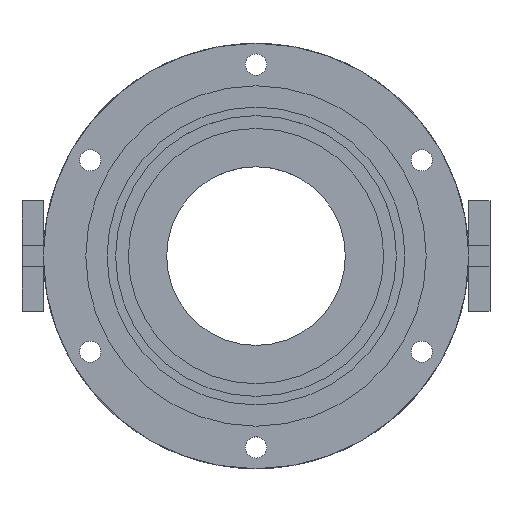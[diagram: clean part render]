
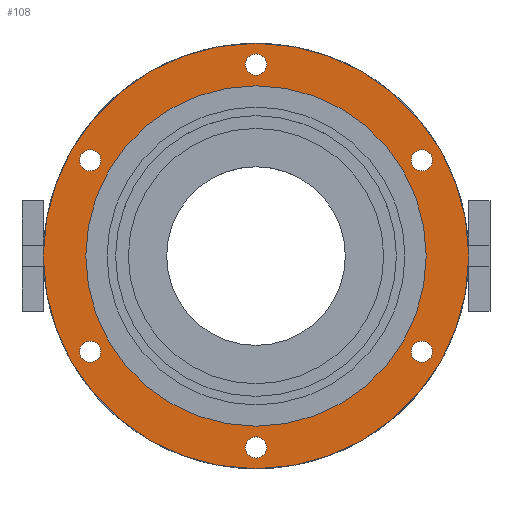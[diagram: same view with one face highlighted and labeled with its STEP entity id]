
A CAD part, top view. The second image highlights one B-rep face of the part: STEP entity #108.
In plain terms, the highlighted planar face has unit normal (0, 0, 1).
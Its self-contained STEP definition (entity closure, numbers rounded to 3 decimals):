
#64=FACE_BOUND('',#269,.F.);
#65=FACE_BOUND('',#270,.F.);
#66=FACE_BOUND('',#271,.F.);
#67=FACE_BOUND('',#272,.F.);
#68=FACE_BOUND('',#273,.F.);
#69=FACE_BOUND('',#274,.F.);
#70=FACE_BOUND('',#275,.F.);
#108=ADVANCED_FACE('',(#64,#65,#66,#67,#68,#69,#70,#181),#732,.T.);
#181=FACE_OUTER_BOUND('',#276,.F.);
#269=EDGE_LOOP('',(#480,#481));
#270=EDGE_LOOP('',(#482,#483));
#271=EDGE_LOOP('',(#484,#485));
#272=EDGE_LOOP('',(#486,#487));
#273=EDGE_LOOP('',(#488,#489));
#274=EDGE_LOOP('',(#490,#491));
#275=EDGE_LOOP('',(#492,#493));
#276=EDGE_LOOP('',(#494,#495));
#480=ORIENTED_EDGE('',*,*,#1069,.T.);
#481=ORIENTED_EDGE('',*,*,#1067,.T.);
#482=ORIENTED_EDGE('',*,*,#1078,.T.);
#483=ORIENTED_EDGE('',*,*,#1076,.T.);
#484=ORIENTED_EDGE('',*,*,#1086,.T.);
#485=ORIENTED_EDGE('',*,*,#1084,.T.);
#486=ORIENTED_EDGE('',*,*,#1104,.T.);
#487=ORIENTED_EDGE('',*,*,#1103,.T.);
#488=ORIENTED_EDGE('',*,*,#1082,.T.);
#489=ORIENTED_EDGE('',*,*,#1080,.T.);
#490=ORIENTED_EDGE('',*,*,#1073,.T.);
#491=ORIENTED_EDGE('',*,*,#1071,.T.);
#492=ORIENTED_EDGE('',*,*,#1065,.T.);
#493=ORIENTED_EDGE('',*,*,#1063,.T.);
#494=ORIENTED_EDGE('',*,*,#1106,.F.);
#495=ORIENTED_EDGE('',*,*,#1105,.F.);
#732=PLANE('',#1502);
#1063=EDGE_CURVE('',#1288,#1287,#1195,.T.);
#1065=EDGE_CURVE('',#1287,#1288,#1197,.T.);
#1067=EDGE_CURVE('',#1284,#1283,#1199,.T.);
#1069=EDGE_CURVE('',#1283,#1284,#1201,.T.);
#1071=EDGE_CURVE('',#1280,#1279,#1203,.T.);
#1073=EDGE_CURVE('',#1279,#1280,#1205,.T.);
#1076=EDGE_CURVE('',#1274,#1273,#1208,.T.);
#1078=EDGE_CURVE('',#1273,#1274,#1210,.T.);
#1080=EDGE_CURVE('',#1270,#1269,#1212,.T.);
#1082=EDGE_CURVE('',#1269,#1270,#1214,.T.);
#1084=EDGE_CURVE('',#1266,#1265,#1216,.T.);
#1086=EDGE_CURVE('',#1265,#1266,#1218,.T.);
#1103=EDGE_CURVE('',#1262,#1261,#1231,.T.);
#1104=EDGE_CURVE('',#1261,#1262,#1232,.T.);
#1105=EDGE_CURVE('',#1260,#1259,#1233,.T.);
#1106=EDGE_CURVE('',#1259,#1260,#1234,.T.);
#1195=CIRCLE('',#1424,2.5);
#1197=CIRCLE('',#1426,2.5);
#1199=CIRCLE('',#1428,2.5);
#1201=CIRCLE('',#1430,2.5);
#1203=CIRCLE('',#1432,2.5);
#1205=CIRCLE('',#1434,2.5);
#1208=CIRCLE('',#1437,2.5);
#1210=CIRCLE('',#1439,2.5);
#1212=CIRCLE('',#1441,2.5);
#1214=CIRCLE('',#1443,2.5);
#1216=CIRCLE('',#1445,2.5);
#1218=CIRCLE('',#1447,2.5);
#1231=CIRCLE('',#1460,40.);
#1232=CIRCLE('',#1461,40.);
#1233=CIRCLE('',#1462,50.);
#1234=CIRCLE('',#1463,50.);
#1259=VERTEX_POINT('',#1981);
#1260=VERTEX_POINT('',#1982);
#1261=VERTEX_POINT('',#1983);
#1262=VERTEX_POINT('',#1984);
#1265=VERTEX_POINT('',#1987);
#1266=VERTEX_POINT('',#1988);
#1269=VERTEX_POINT('',#1991);
#1270=VERTEX_POINT('',#1992);
#1273=VERTEX_POINT('',#1995);
#1274=VERTEX_POINT('',#1996);
#1279=VERTEX_POINT('',#2001);
#1280=VERTEX_POINT('',#2002);
#1283=VERTEX_POINT('',#2005);
#1284=VERTEX_POINT('',#2006);
#1287=VERTEX_POINT('',#2009);
#1288=VERTEX_POINT('',#2010);
#1424=AXIS2_PLACEMENT_3D('',#2205,#1663,#1664);
#1426=AXIS2_PLACEMENT_3D('',#2207,#1667,#1668);
#1428=AXIS2_PLACEMENT_3D('',#2209,#1671,#1672);
#1430=AXIS2_PLACEMENT_3D('',#2211,#1675,#1676);
#1432=AXIS2_PLACEMENT_3D('',#2213,#1679,#1680);
#1434=AXIS2_PLACEMENT_3D('',#2215,#1683,#1684);
#1437=AXIS2_PLACEMENT_3D('',#2218,#1689,#1690);
#1439=AXIS2_PLACEMENT_3D('',#2220,#1693,#1694);
#1441=AXIS2_PLACEMENT_3D('',#2222,#1697,#1698);
#1443=AXIS2_PLACEMENT_3D('',#2224,#1701,#1702);
#1445=AXIS2_PLACEMENT_3D('',#2226,#1705,#1706);
#1447=AXIS2_PLACEMENT_3D('',#2228,#1709,#1710);
#1460=AXIS2_PLACEMENT_3D('',#2245,#1739,#1740);
#1461=AXIS2_PLACEMENT_3D('',#2246,#1741,#1742);
#1462=AXIS2_PLACEMENT_3D('',#2247,#1743,#1744);
#1463=AXIS2_PLACEMENT_3D('',#2248,#1745,#1746);
#1502=AXIS2_PLACEMENT_3D('',#2337,#1873,#1874);
#1663=DIRECTION('',(0.,0.,1.));
#1664=DIRECTION('',(-0.5,0.866,0.));
#1667=DIRECTION('',(0.,0.,1.));
#1668=DIRECTION('',(0.5,-0.866,0.));
#1671=DIRECTION('',(0.,0.,1.));
#1672=DIRECTION('',(0.5,0.866,0.));
#1675=DIRECTION('',(0.,0.,1.));
#1676=DIRECTION('',(-0.5,-0.866,0.));
#1679=DIRECTION('',(0.,0.,1.));
#1680=DIRECTION('',(-1.,0.,0.));
#1683=DIRECTION('',(0.,0.,1.));
#1684=DIRECTION('',(1.,0.,0.));
#1689=DIRECTION('',(0.,0.,1.));
#1690=DIRECTION('',(0.5,-0.866,0.));
#1693=DIRECTION('',(0.,0.,1.));
#1694=DIRECTION('',(-0.5,0.866,0.));
#1697=DIRECTION('',(0.,0.,1.));
#1698=DIRECTION('',(-0.5,-0.866,0.));
#1701=DIRECTION('',(0.,0.,1.));
#1702=DIRECTION('',(0.5,0.866,0.));
#1705=DIRECTION('',(0.,0.,1.));
#1706=DIRECTION('',(1.,0.,0.));
#1709=DIRECTION('',(0.,0.,1.));
#1710=DIRECTION('',(-1.,0.,0.));
#1739=DIRECTION('',(0.,0.,1.));
#1740=DIRECTION('',(-1.,0.,0.));
#1741=DIRECTION('',(0.,0.,1.));
#1742=DIRECTION('',(1.,0.,0.));
#1743=DIRECTION('',(0.,0.,1.));
#1744=DIRECTION('',(-1.,0.,0.));
#1745=DIRECTION('',(0.,0.,1.));
#1746=DIRECTION('',(1.,0.,0.));
#1873=DIRECTION('',(0.,0.,1.));
#1874=DIRECTION('',(1.,0.,0.));
#1981=CARTESIAN_POINT('',(50.,0.,15.));
#1982=CARTESIAN_POINT('',(-50.,0.,15.));
#1983=CARTESIAN_POINT('',(40.,0.,15.));
#1984=CARTESIAN_POINT('',(-40.,0.,15.));
#1987=CARTESIAN_POINT('',(-41.471,22.5,15.));
#1988=CARTESIAN_POINT('',(-36.471,22.5,15.));
#1991=CARTESIAN_POINT('',(40.221,24.665,15.));
#1992=CARTESIAN_POINT('',(37.721,20.335,15.));
#1995=CARTESIAN_POINT('',(-1.25,47.165,15.));
#1996=CARTESIAN_POINT('',(1.25,42.835,15.));
#2001=CARTESIAN_POINT('',(41.471,-22.5,15.));
#2002=CARTESIAN_POINT('',(36.471,-22.5,15.));
#2005=CARTESIAN_POINT('',(-40.221,-24.665,15.));
#2006=CARTESIAN_POINT('',(-37.721,-20.335,15.));
#2009=CARTESIAN_POINT('',(1.25,-47.165,15.));
#2010=CARTESIAN_POINT('',(-1.25,-42.835,15.));
#2205=CARTESIAN_POINT('',(0.,-45.,15.));
#2207=CARTESIAN_POINT('',(0.,-45.,15.));
#2209=CARTESIAN_POINT('',(-38.971,-22.5,15.));
#2211=CARTESIAN_POINT('',(-38.971,-22.5,15.));
#2213=CARTESIAN_POINT('',(38.971,-22.5,15.));
#2215=CARTESIAN_POINT('',(38.971,-22.5,15.));
#2218=CARTESIAN_POINT('',(0.,45.,15.));
#2220=CARTESIAN_POINT('',(0.,45.,15.));
#2222=CARTESIAN_POINT('',(38.971,22.5,15.));
#2224=CARTESIAN_POINT('',(38.971,22.5,15.));
#2226=CARTESIAN_POINT('',(-38.971,22.5,15.));
#2228=CARTESIAN_POINT('',(-38.971,22.5,15.));
#2245=CARTESIAN_POINT('',(0.,0.,15.));
#2246=CARTESIAN_POINT('',(0.,0.,15.));
#2247=CARTESIAN_POINT('',(0.,0.,15.));
#2248=CARTESIAN_POINT('',(0.,0.,15.));
#2337=CARTESIAN_POINT('',(-51.065,-51.001,15.));
